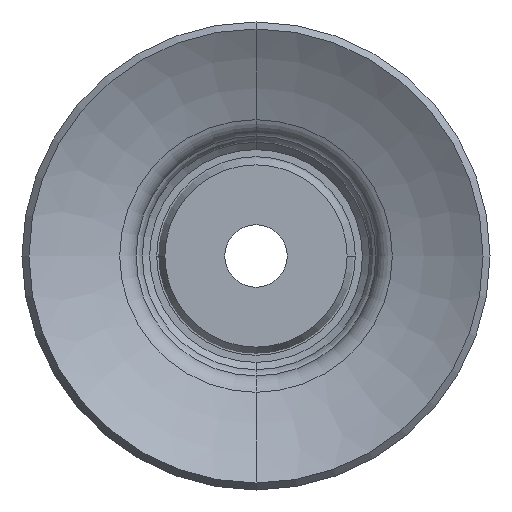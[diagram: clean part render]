
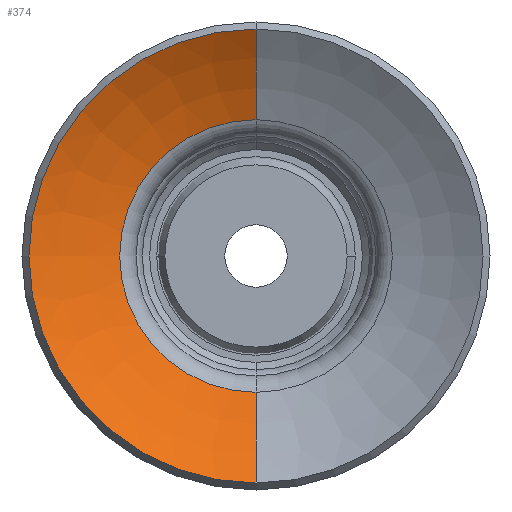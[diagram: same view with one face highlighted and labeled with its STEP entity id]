
A CAD part, front view. The second image highlights one B-rep face of the part: STEP entity #374.
In plain terms, the highlighted toroidal (fillet/blend) face has major radius 0.071 mm and minor radius 28.1 mm.
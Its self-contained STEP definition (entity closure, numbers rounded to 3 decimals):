
#374=ADVANCED_FACE('',(#884),#885,.F.);
#884=FACE_OUTER_BOUND('',#1544,.T.);
#885=TOROIDAL_SURFACE('',#1545,0.071,28.1);
#1544=EDGE_LOOP('',(#6007,#6008,#6009,#6010));
#1545=AXIS2_PLACEMENT_3D('',#6011,#6012,#6013);
#6007=ORIENTED_EDGE('',*,*,#7421,.F.);
#6008=ORIENTED_EDGE('',*,*,#7422,.T.);
#6009=ORIENTED_EDGE('',*,*,#7257,.T.);
#6010=ORIENTED_EDGE('',*,*,#7423,.F.);
#6011=CARTESIAN_POINT('',(0.0,-92.784,0.0));
#6012=DIRECTION('',(0.0,1.0,0.0));
#6013=DIRECTION('',(0.0,0.0,1.0));
#7257=EDGE_CURVE('',#7988,#7992,#7994,.T.);
#7421=EDGE_CURVE('',#8217,#8216,#8222,.T.);
#7422=EDGE_CURVE('',#8217,#7988,#8223,.T.);
#7423=EDGE_CURVE('',#8216,#7992,#8224,.T.);
#7988=VERTEX_POINT('',#8924);
#7992=VERTEX_POINT('',#8928);
#7994=CIRCLE('',#8930,9.606);
#8216=VERTEX_POINT('',#9582);
#8217=VERTEX_POINT('',#9583);
#8222=CIRCLE('',#9590,16.0);
#8223=CIRCLE('',#9591,28.1);
#8224=CIRCLE('',#9592,28.1);
#8924=CARTESIAN_POINT('',(0.,-66.351,-9.606));
#8928=CARTESIAN_POINT('',(0.0,-66.351,9.606));
#8930=AXIS2_PLACEMENT_3D('',#11503,#11504,#11505);
#9582=CARTESIAN_POINT('',(0.0,-69.635,16.));
#9583=CARTESIAN_POINT('',(0.,-69.635,-16.));
#9590=AXIS2_PLACEMENT_3D('',#11780,#11781,#11782);
#9591=AXIS2_PLACEMENT_3D('',#11783,#11784,#11785);
#9592=AXIS2_PLACEMENT_3D('',#11786,#11787,#11788);
#11503=CARTESIAN_POINT('',(0.0,-66.351,0.0));
#11504=DIRECTION('',(0.0,1.0,0.0));
#11505=DIRECTION('',(0.0,0.0,1.0));
#11780=CARTESIAN_POINT('',(0.0,-69.635,0.0));
#11781=DIRECTION('',(0.0,1.0,0.0));
#11782=DIRECTION('',(0.0,0.0,1.0));
#11783=CARTESIAN_POINT('',(0.,-92.784,-0.071));
#11784=DIRECTION('',(1.0,0.0,0.));
#11785=DIRECTION('',(0.,0.0,-1.0));
#11786=CARTESIAN_POINT('',(0.0,-92.784,0.071));
#11787=DIRECTION('',(-1.0,0.0,0.0));
#11788=DIRECTION('',(0.0,0.0,1.0));
